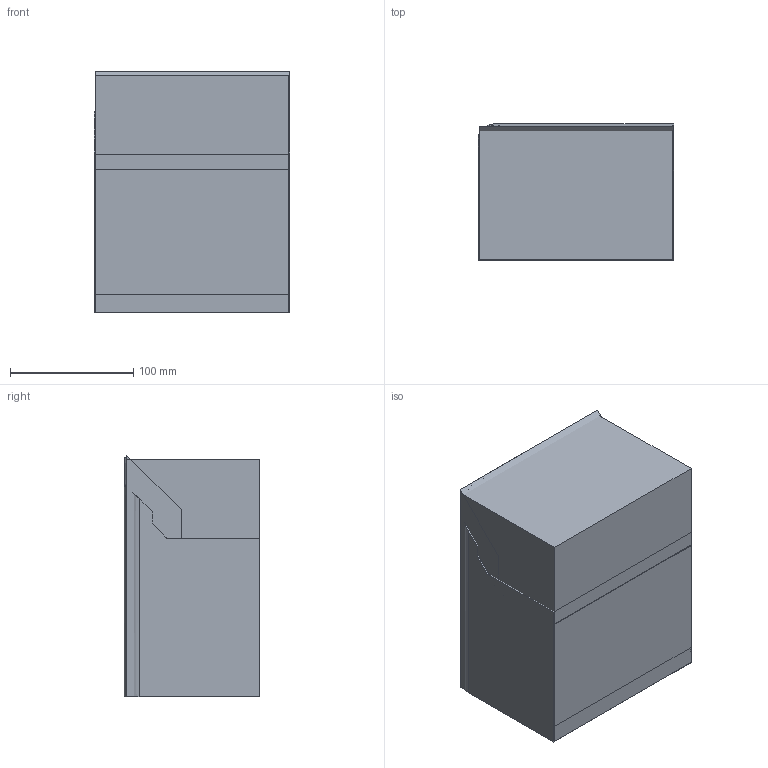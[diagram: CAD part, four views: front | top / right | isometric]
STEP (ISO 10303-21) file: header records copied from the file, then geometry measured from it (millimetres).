
FILE_DESCRIPTION(/* description */ (''),/* implementation_level */ '2;1');
FILE_NAME(/* name */ 'YX2022-06125.stp',/* time_stamp */ '2025-11-18T20:03:43+08:00',/* author */ (''),/* organization */ (''),/* preprocessor_version */ 'ST-DEVELOPER v16.7',/* originating_system */ 'SIEMENS PLM Software NX 12.0',/* authorisation */ '');
FILE_SCHEMA (('AUTOMOTIVE_DESIGN { 1 0 10303 214 3 1 1 1 }'));
Length unit declared in the file: millimetre
Products named in the file (1): YX2022-06125
Bounding box: 159.13 x 110.26 x 196.5 mm (x, y, z)
Surface area: 566591.5 mm2
Topology: 4 solids, 5 shells, 180 faces, 476 edges, 308 vertices
Faces by surface type: plane 106, cylinder 43, bspline 28, sphere 2, extrusion 1
Entity records: 7003 total; most frequent: CARTESIAN_POINT 2567, ORIENTED_EDGE 954, DIRECTION 781, EDGE_CURVE 477, VERTEX_POINT 311, VECTOR 303, LINE 302, AXIS2_PLACEMENT_3D 239
